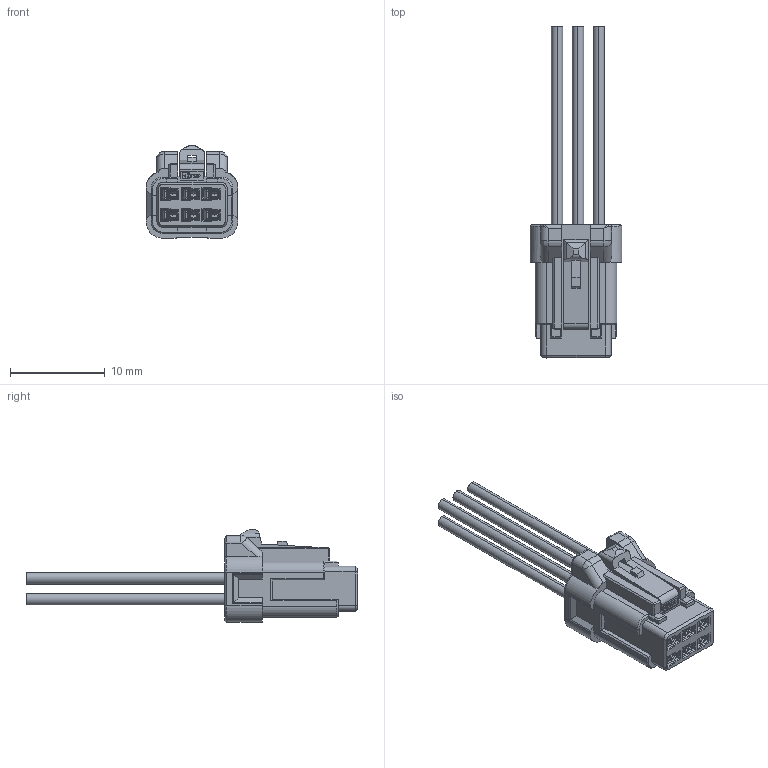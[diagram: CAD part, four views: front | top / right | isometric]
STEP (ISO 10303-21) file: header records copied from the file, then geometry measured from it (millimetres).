
FILE_DESCRIPTION((''),'2;1');
FILE_NAME('06PIN-M','2025-03-19T10:14:42',('NK210218'),(''),'CREO PARAMETRIC BY PTC INC, 2020053','CREO PARAMETRIC BY PTC INC, 2020053','');
FILE_SCHEMA(('CONFIG_CONTROL_DESIGN','SHAPE_APPEARANCE_LAYERS_GROUPS'));
Products named in the file (1): 06PIN-M
Bounding box: 9.7 x 35.05 x 9.75 mm (x, y, z)
Volume: 761.6 mm3; surface area: 2192 mm2
Topology: 1 solids, 9 shells, 4099 faces, 10925 edges, 6960 vertices
Faces by surface type: plane 2333, cylinder 907, bspline 358, torus 322, cone 144, sphere 26, extrusion 9
Entity records: 165840 total; most frequent: CARTESIAN_POINT 35685, ORIENTED_EDGE 21850, DIRECTION 20264, EDGE_CURVE 10925, VECTOR 7402, LINE 7393, VERTEX_POINT 6960, AXIS2_PLACEMENT_3D 6431
